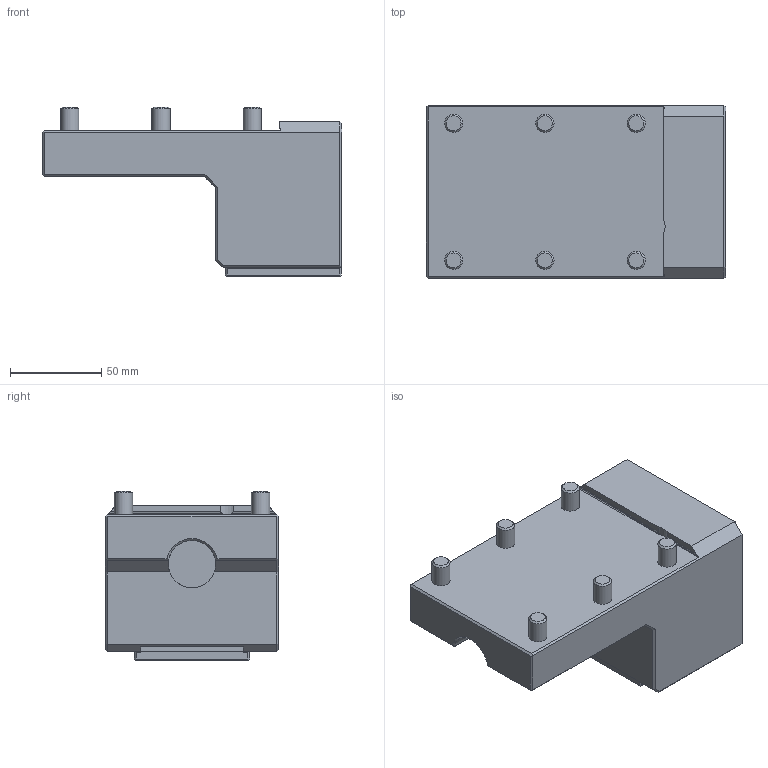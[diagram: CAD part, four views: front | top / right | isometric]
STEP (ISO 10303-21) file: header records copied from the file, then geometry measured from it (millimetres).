
FILE_DESCRIPTION(/* description */ (''),/* implementation_level */ '2;1');
FILE_NAME(/* name */ '1617625873482.stp',/* time_stamp */ '2021-04-05T14:31:21+02:00',/* author */ (''),/* organization */ ('SMS'),/* preprocessor_version */ 'ST-DEVELOPER v16.7',/* originating_system */ 'SIEMENS PLM Software NX 12.0',/* authorisation */ '');
FILE_SCHEMA (('AUTOMOTIVE_DESIGN { 1 0 10303 214 3 1 1 1 }'));
Length unit declared in the file: millimetre
Products named in the file (1): 203459824mod000_00
Bounding box: 164 x 95 x 93 mm (x, y, z)
Volume: 702125.5 mm3; surface area: 70058.4 mm2
Topology: 1 solids, 1 shells, 107 faces, 263 edges, 170 vertices
Faces by surface type: plane 83, cylinder 16, cone 7, bspline 1
Full cylindrical faces by diameter (mm): 3 x1, 10 x6, 26 x1, 50 x1
Entity records: 3254 total; most frequent: CARTESIAN_POINT 786, DIRECTION 485, ORIENTED_EDGE 478, EDGE_CURVE 239, LINE 179, VECTOR 179, VERTEX_POINT 159, AXIS2_PLACEMENT_3D 153
